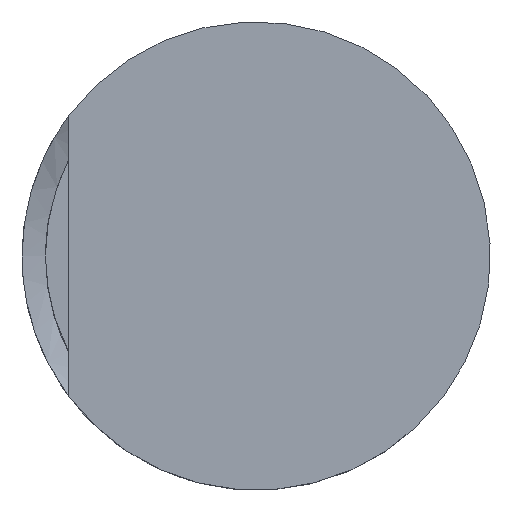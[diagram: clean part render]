
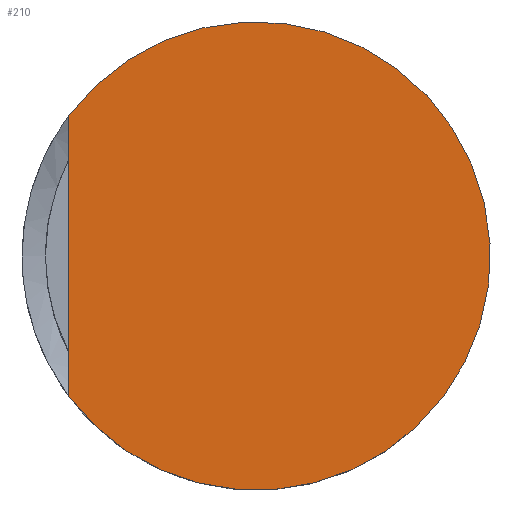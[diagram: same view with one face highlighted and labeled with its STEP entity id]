
A CAD part, front view. The second image highlights one B-rep face of the part: STEP entity #210.
In plain terms, the highlighted planar face has unit normal (0, -1, 0).
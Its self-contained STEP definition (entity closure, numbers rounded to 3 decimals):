
#28=PLANE('',#253);
#35=LINE('',#386,#44);
#44=VECTOR('',#307,10.);
#64=FACE_OUTER_BOUND('',#80,.T.);
#80=EDGE_LOOP('',(#167,#168,#169));
#93=CIRCLE('',#254,10.);
#94=CIRCLE('',#255,10.);
#109=VERTEX_POINT('',#384);
#110=VERTEX_POINT('',#385);
#111=VERTEX_POINT('',#387);
#131=EDGE_CURVE('',#109,#110,#35,.T.);
#132=EDGE_CURVE('',#111,#109,#93,.T.);
#133=EDGE_CURVE('',#110,#111,#94,.T.);
#167=ORIENTED_EDGE('',*,*,#131,.F.);
#168=ORIENTED_EDGE('',*,*,#132,.F.);
#169=ORIENTED_EDGE('',*,*,#133,.F.);
#210=ADVANCED_FACE('',(#64),#28,.F.);
#253=AXIS2_PLACEMENT_3D('',#383,#305,#306);
#254=AXIS2_PLACEMENT_3D('',#388,#308,#309);
#255=AXIS2_PLACEMENT_3D('',#389,#310,#311);
#305=DIRECTION('center_axis',(0.,1.,0.));
#306=DIRECTION('ref_axis',(0.,0.,1.));
#307=DIRECTION('',(0.,0.,1.));
#308=DIRECTION('center_axis',(0.,1.,0.));
#309=DIRECTION('ref_axis',(-0.8,0.,0.6));
#310=DIRECTION('center_axis',(0.,1.,0.));
#311=DIRECTION('ref_axis',(-0.8,0.,0.6));
#383=CARTESIAN_POINT('Origin',(1.,0.,0.));
#384=CARTESIAN_POINT('',(-8.,0.,-6.));
#385=CARTESIAN_POINT('',(-8.,0.,6.));
#386=CARTESIAN_POINT('',(-8.,0.,-6.));
#387=CARTESIAN_POINT('',(8.,0.,-6.));
#388=CARTESIAN_POINT('Origin',(0.,0.,0.));
#389=CARTESIAN_POINT('Origin',(0.,0.,0.));
